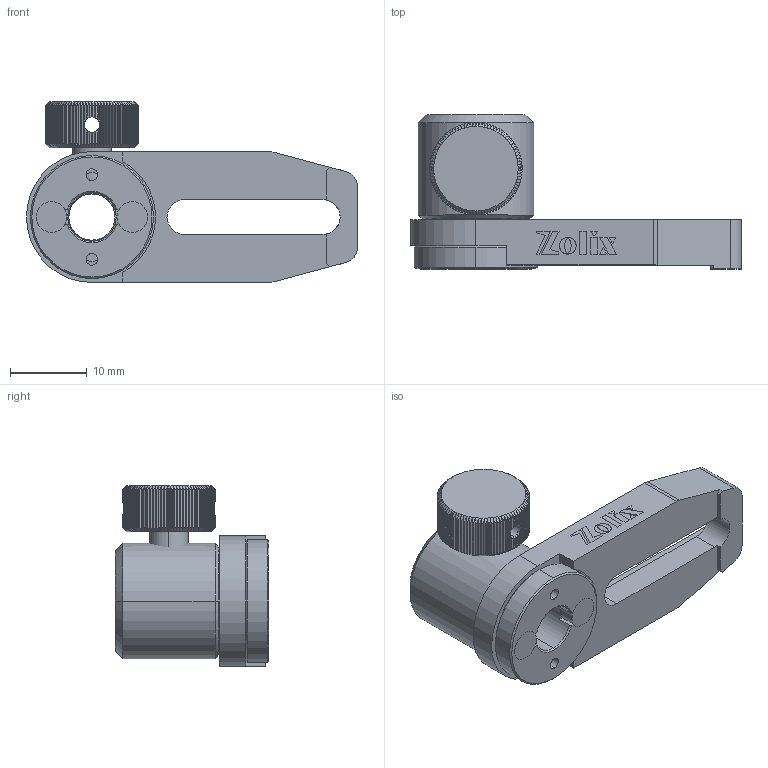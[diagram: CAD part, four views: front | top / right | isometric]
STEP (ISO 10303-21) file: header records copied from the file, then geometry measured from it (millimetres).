
FILE_DESCRIPTION (( 'STEP AP203' ), '1' );
FILE_NAME ('NMPH20.STEP', '2022-07-20T03:00:12', ( '' ), ( '' ), 'SwSTEP 2.0', 'SolidWorks 2021', '' );
FILE_SCHEMA (( 'CONFIG_CONTROL_DESIGN' ));
Length unit declared in the file: millimetre
Products named in the file (1): NMPH20
Bounding box: 43 x 20 x 23.5 mm (x, y, z)
Surface area: 4182.4 mm2 (no closed solid volume)
Topology: 0 solids, 6 shells, 415 faces, 1443 edges, 1019 vertices
Faces by surface type: plane 270, cylinder 128, cone 17
Entity records: 16030 total; most frequent: CARTESIAN_POINT 4245, ORIENTED_EDGE 2584, DIRECTION 2120, EDGE_CURVE 1443, VERTEX_POINT 1019, VECTOR 744, LINE 744, AXIS2_PLACEMENT_3D 688
